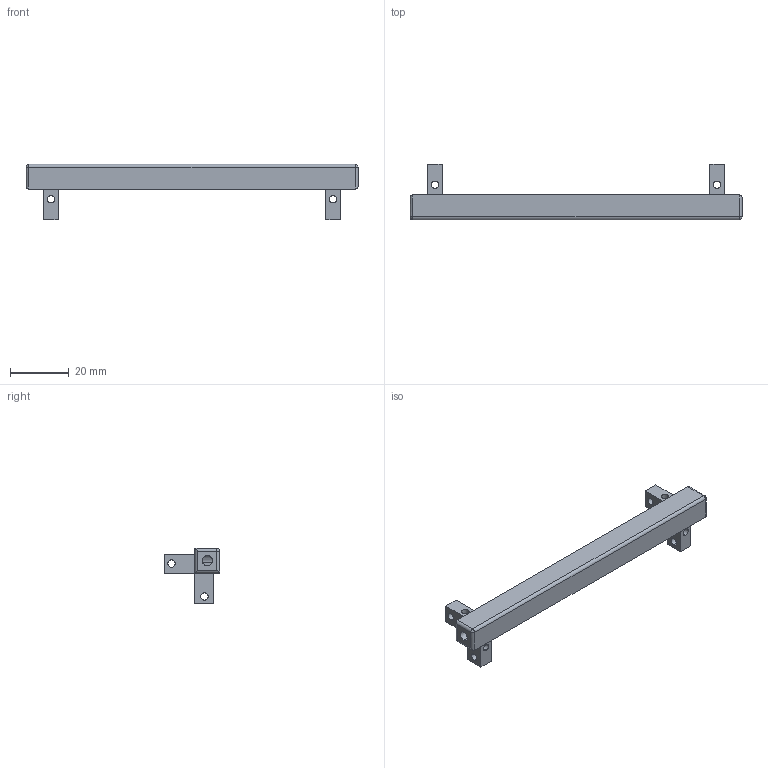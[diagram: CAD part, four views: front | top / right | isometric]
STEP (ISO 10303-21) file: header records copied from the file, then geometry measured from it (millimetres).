
FILE_DESCRIPTION (( 'STEP AP203' ), '1' );
FILE_NAME ('Frame.STEP', '2012-05-23T07:04:22', ( 'OSSI' ), ( '' ), 'SwSTEP 2.0', 'SolidWorks 2011', '' );
FILE_SCHEMA (( 'CONFIG_CONTROL_DESIGN' ));
Length unit declared in the file: millimetre
Products named in the file (1): Frame
Bounding box: 113.5 x 19 x 19 mm (x, y, z)
Volume: 5355.5 mm3; surface area: 5344.8 mm2
Topology: 1 solids, 1 shells, 59 faces, 155 edges, 95 vertices
Faces by surface type: cylinder 29, plane 26, cone 2, sphere 2
Entity records: 1926 total; most frequent: CARTESIAN_POINT 360, DIRECTION 311, ORIENTED_EDGE 306, EDGE_CURVE 153, AXIS2_PLACEMENT_3D 108, VECTOR 95, VERTEX_POINT 95, LINE 95
